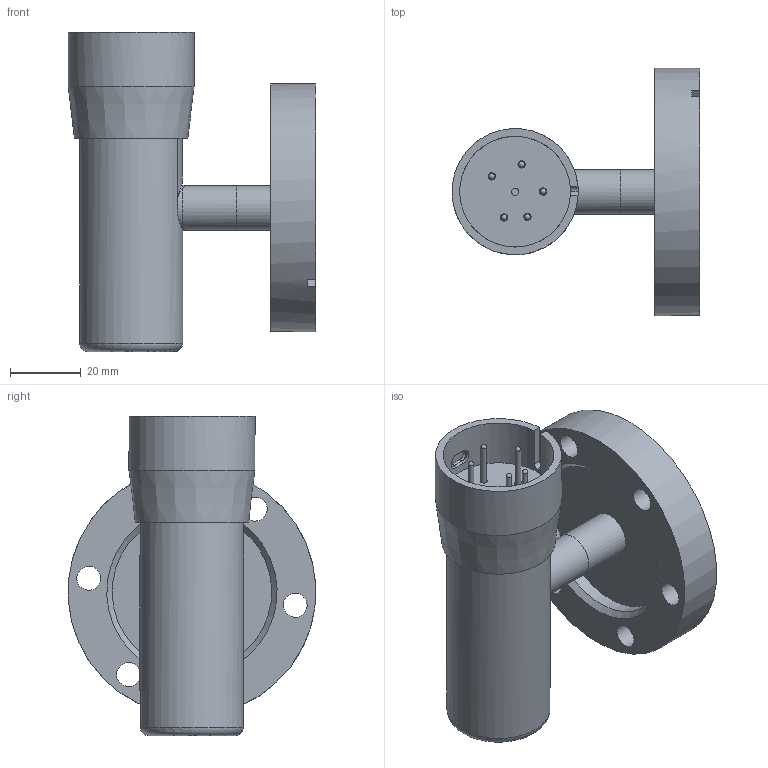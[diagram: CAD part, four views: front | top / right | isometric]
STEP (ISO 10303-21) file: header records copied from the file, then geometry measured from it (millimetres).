
FILE_DESCRIPTION (( 'STEP AP214' ), '1' );
FILE_NAME ('352-504.STEP', '2017-08-07T20:15:34', ( '' ), ( '' ), 'SwSTEP 2.0', 'SolidWorks 2013', '' );
FILE_SCHEMA (( 'AUTOMOTIVE_DESIGN' ));
Length unit declared in the file: inch
Products named in the file (1): 352-504
Bounding box: 69.83 x 69.73 x 89.94 mm (x, y, z)
Surface area: 30447.4 mm2 (no closed solid volume)
Topology: 0 solids, 14 shells, 104 faces, 330 edges, 223 vertices
Faces by surface type: cylinder 46, plane 28, torus 11, bspline 9, sphere 5, cone 5
Full cylindrical faces by diameter (mm): 1.575 x5, 2.057 x5, 6.731 x6, 10.084 x1, 12.573 x2, 12.598 x1, 29.083 x1, 29.337 x1, 31.242 x1, 35.56 x1, 41.905 x1, 44.958 x1, 48.133 x1, 48.26 x1, 69.85 x1
Entity records: 5494 total; most frequent: CARTESIAN_POINT 1634, DIRECTION 524, ORIENTED_EDGE 397, EDGE_CURVE 254, AXIS2_PLACEMENT_3D 219, VERTEX_POINT 193, EDGE_LOOP 165, FACE_OUTER_BOUND 137
